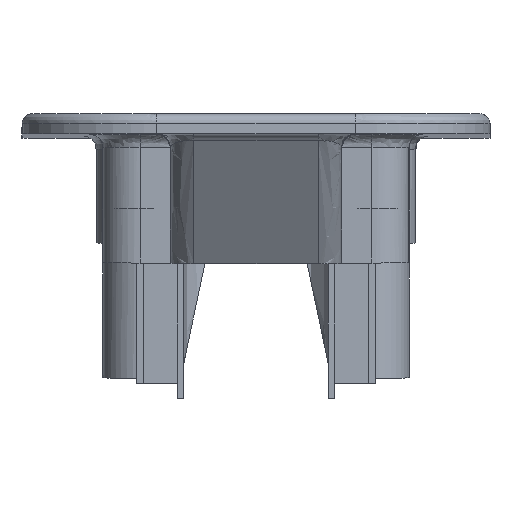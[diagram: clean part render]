
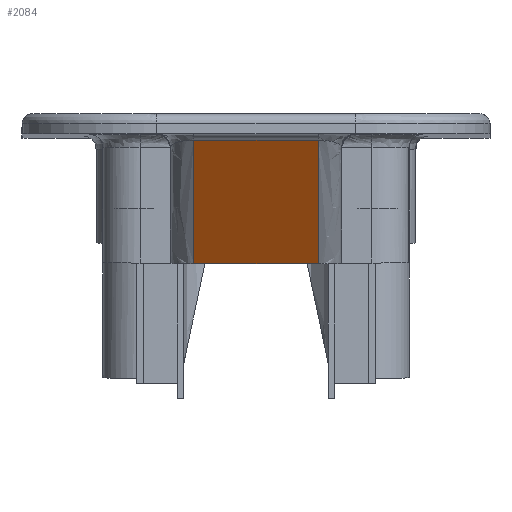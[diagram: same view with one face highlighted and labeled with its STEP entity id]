
A CAD part, top view. The second image highlights one B-rep face of the part: STEP entity #2084.
In plain terms, the highlighted free-form (B-spline) face has degree [1, 1] with [2, 2] control points.
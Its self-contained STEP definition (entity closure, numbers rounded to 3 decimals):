
#228 = VERTEX_POINT('',#229);
#229 = CARTESIAN_POINT('',(-37.795,-0.787,
    -11.701));
#284 = EDGE_CURVE('',#228,#285,#287,.T.);
#285 = VERTEX_POINT('',#286);
#286 = CARTESIAN_POINT('',(-21.954,-0.787,
    -11.701));
#287 = B_SPLINE_CURVE_WITH_KNOTS('',1,(#288,#289),.UNSPECIFIED.,.F.,.F.,
  (2,2),(-15.55,2.85),.PIECEWISE_BEZIER_KNOTS.);
#288 = CARTESIAN_POINT('',(-37.795,-0.787,
    -11.701));
#289 = CARTESIAN_POINT('',(-21.954,-0.787,
    -11.701));
#2064 = EDGE_CURVE('',#285,#2065,#2067,.T.);
#2065 = VERTEX_POINT('',#2066);
#2066 = CARTESIAN_POINT('',(-21.954,-16.568,
    -21.905));
#2067 = B_SPLINE_CURVE_WITH_KNOTS('',1,(#2068,#2069),.UNSPECIFIED.,.F.,
  .F.,(2,2),(-7.23,14.598),.PIECEWISE_BEZIER_KNOTS.);
#2068 = CARTESIAN_POINT('',(-21.954,-0.787,
    -11.701));
#2069 = CARTESIAN_POINT('',(-21.954,-16.568,
    -21.905));
#2084 = ADVANCED_FACE('',(#2085),#2101,.F.);
#2085 = FACE_BOUND('',#2086,.T.);
#2086 = EDGE_LOOP('',(#2087,#2088,#2095,#2100));
#2087 = ORIENTED_EDGE('',*,*,#284,.F.);
#2088 = ORIENTED_EDGE('',*,*,#2089,.F.);
#2089 = EDGE_CURVE('',#2090,#228,#2092,.T.);
#2090 = VERTEX_POINT('',#2091);
#2091 = CARTESIAN_POINT('',(-37.795,-16.568,
    -21.905));
#2092 = B_SPLINE_CURVE_WITH_KNOTS('',1,(#2093,#2094),.UNSPECIFIED.,.F.,
  .F.,(2,2),(-10.019,11.809),.PIECEWISE_BEZIER_KNOTS.);
#2093 = CARTESIAN_POINT('',(-37.795,-16.568,
    -21.905));
#2094 = CARTESIAN_POINT('',(-37.795,-0.787,
    -11.701));
#2095 = ORIENTED_EDGE('',*,*,#2096,.F.);
#2096 = EDGE_CURVE('',#2065,#2090,#2097,.T.);
#2097 = B_SPLINE_CURVE_WITH_KNOTS('',1,(#2098,#2099),.UNSPECIFIED.,.F.,
  .F.,(2,2),(3.5,21.9),.PIECEWISE_BEZIER_KNOTS.);
#2098 = CARTESIAN_POINT('',(-21.954,-16.568,
    -21.905));
#2099 = CARTESIAN_POINT('',(-37.795,-16.568,
    -21.905));
#2100 = ORIENTED_EDGE('',*,*,#2064,.F.);
#2101 = B_SPLINE_SURFACE_WITH_KNOTS('',1,1,(
    (#2102,#2103)
    ,(#2104,#2105
    )),.UNSPECIFIED.,.F.,.F.,.F.,(2,2),(2,2),(1.088,
    22.917),(3.5,21.9),.PIECEWISE_BEZIER_KNOTS.);
#2102 = CARTESIAN_POINT('',(-21.954,-0.787,
    -11.701));
#2103 = CARTESIAN_POINT('',(-37.795,-0.787,
    -11.701));
#2104 = CARTESIAN_POINT('',(-21.954,-16.568,
    -21.905));
#2105 = CARTESIAN_POINT('',(-37.795,-16.568,
    -21.905));
